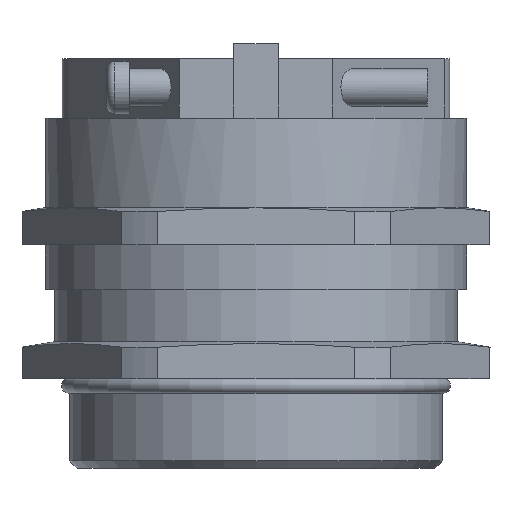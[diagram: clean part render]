
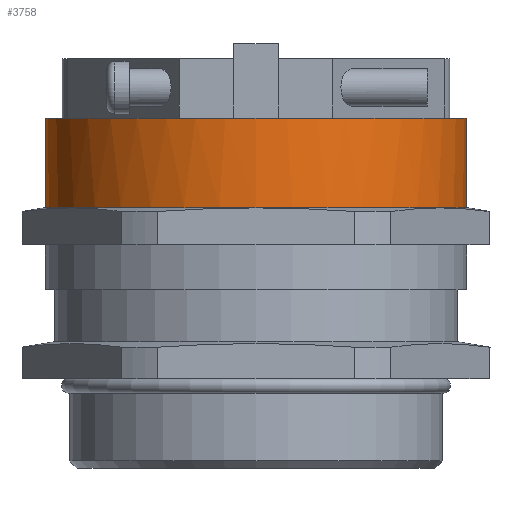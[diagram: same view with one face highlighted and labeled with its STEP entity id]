
A CAD part, front view. The second image highlights one B-rep face of the part: STEP entity #3758.
In plain terms, the highlighted cylindrical face has radius 28.25 mm (diameter 56.5 mm), a partial arc.
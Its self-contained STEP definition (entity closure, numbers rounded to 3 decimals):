
#171 = CARTESIAN_POINT ( 'NONE',  ( 28.25, 0., 47. ) ) ;
#176 = CARTESIAN_POINT ( 'NONE',  ( 28.25, 0., 35. ) ) ;
#177 = CARTESIAN_POINT ( 'NONE',  ( -28.25, 0., 35. ) ) ;
#178 = CARTESIAN_POINT ( 'NONE',  ( -28.25, 0., 47. ) ) ;
#219 = CARTESIAN_POINT ( 'NONE',  ( -12.011, -25.57, 47. ) ) ;
#223 = CARTESIAN_POINT ( 'NONE',  ( 12.011, -25.57, 47. ) ) ;
#287 = CARTESIAN_POINT ( 'NONE',  ( 0., -28.25, 47. ) ) ;
#333 = CIRCLE ( 'NONE', #2001, 28.25 ) ;
#903 = LINE ( 'NONE', #904, #1207 ) ;
#904 = CARTESIAN_POINT ( 'NONE',  ( 28.25, 0., 47. ) ) ;
#905 = DIRECTION ( 'NONE',  ( 0., 0., -1. ) ) ;
#982 = LINE ( 'NONE', #983, #1182 ) ;
#983 = CARTESIAN_POINT ( 'NONE',  ( -28.25, 0., 47. ) ) ;
#984 = DIRECTION ( 'NONE',  ( 0., 0., -1. ) ) ;
#1090 = EDGE_CURVE ( 'NONE', #3337, #3285, #2197, .T. ) ;
#1115 = EDGE_CURVE ( 'NONE', #3401, #3337, #2203, .T. ) ;
#1116 = EDGE_CURVE ( 'NONE', #3333, #3401, #2204, .T. ) ;
#1182 = VECTOR ( 'NONE', #984, 1000. ) ;
#1207 = VECTOR ( 'NONE', #905, 1000. ) ;
#1630 = ORIENTED_EDGE ( 'NONE', *, *, #2432, .T. ) ;
#1631 = ORIENTED_EDGE ( 'NONE', *, *, #3747, .T. ) ;
#1632 = ORIENTED_EDGE ( 'NONE', *, *, #1116, .F. ) ;
#1633 = ORIENTED_EDGE ( 'NONE', *, *, #2874, .F. ) ;
#1634 = ORIENTED_EDGE ( 'NONE', *, *, #1115, .F. ) ;
#1635 = ORIENTED_EDGE ( 'NONE', *, *, #1090, .F. ) ;
#1636 = ORIENTED_EDGE ( 'NONE', *, *, #2410, .F. ) ;
#1655 = EDGE_LOOP ( 'NONE', ( #1636, #1635, #1634, #1632, #1633, #1630, #1631 ) ) ;
#2001 = AXIS2_PLACEMENT_3D ( 'NONE', #2556, #2557, #2558 ) ;
#2026 = FACE_OUTER_BOUND ( 'NONE', #1655, .T. ) ;
#2029 = AXIS2_PLACEMENT_3D ( 'NONE', #2589, #2590, #2591 ) ;
#2030 = CYLINDRICAL_SURFACE ( 'NONE', #2029, 28.25 ) ;
#2072 = CIRCLE ( 'NONE', #2245, 28.25 ) ;
#2197 = CIRCLE ( 'NONE', #2364, 28.25 ) ;
#2203 = CIRCLE ( 'NONE', #2362, 28.25 ) ;
#2204 = CIRCLE ( 'NONE', #2348, 28.25 ) ;
#2245 = AXIS2_PLACEMENT_3D ( 'NONE', #4182, #4186, #4187 ) ;
#2348 = AXIS2_PLACEMENT_3D ( 'NONE', #4563, #4564, #4565 ) ;
#2362 = AXIS2_PLACEMENT_3D ( 'NONE', #4557, #4561, #4562 ) ;
#2364 = AXIS2_PLACEMENT_3D ( 'NONE', #4482, #4486, #4487 ) ;
#2410 = EDGE_CURVE ( 'NONE', #3285, #3290, #903, .T. ) ;
#2432 = EDGE_CURVE ( 'NONE', #3292, #3291, #982, .T. ) ;
#2556 = CARTESIAN_POINT ( 'NONE',  ( 0., 0., 35. ) ) ;
#2557 = DIRECTION ( 'NONE',  ( 0., 0., 1. ) ) ;
#2558 = DIRECTION ( 'NONE',  ( -1., 0., 0. ) ) ;
#2589 = CARTESIAN_POINT ( 'NONE',  ( 0., 0., 47. ) ) ;
#2590 = DIRECTION ( 'NONE',  ( 0., 0., -1. ) ) ;
#2591 = DIRECTION ( 'NONE',  ( -1., 0., 0. ) ) ;
#2874 = EDGE_CURVE ( 'NONE', #3292, #3333, #2072, .T. ) ;
#3285 = VERTEX_POINT ( 'NONE', #171 ) ;
#3290 = VERTEX_POINT ( 'NONE', #176 ) ;
#3291 = VERTEX_POINT ( 'NONE', #177 ) ;
#3292 = VERTEX_POINT ( 'NONE', #178 ) ;
#3333 = VERTEX_POINT ( 'NONE', #219 ) ;
#3337 = VERTEX_POINT ( 'NONE', #223 ) ;
#3401 = VERTEX_POINT ( 'NONE', #287 ) ;
#3747 = EDGE_CURVE ( 'NONE', #3291, #3290, #333, .T. ) ;
#3758 = ADVANCED_FACE ( 'NONE', ( #2026 ), #2030, .T. ) ;
#4182 = CARTESIAN_POINT ( 'NONE',  ( 0., 0., 47. ) ) ;
#4186 = DIRECTION ( 'NONE',  ( 0., 0., 1. ) ) ;
#4187 = DIRECTION ( 'NONE',  ( 1., 0., 0. ) ) ;
#4482 = CARTESIAN_POINT ( 'NONE',  ( 0., 0., 47. ) ) ;
#4486 = DIRECTION ( 'NONE',  ( 0., 0., 1. ) ) ;
#4487 = DIRECTION ( 'NONE',  ( 1., 0., 0. ) ) ;
#4557 = CARTESIAN_POINT ( 'NONE',  ( 0., 0., 47. ) ) ;
#4561 = DIRECTION ( 'NONE',  ( 0., 0., 1. ) ) ;
#4562 = DIRECTION ( 'NONE',  ( 1., 0., 0. ) ) ;
#4563 = CARTESIAN_POINT ( 'NONE',  ( 0., 0., 47. ) ) ;
#4564 = DIRECTION ( 'NONE',  ( 0., 0., 1. ) ) ;
#4565 = DIRECTION ( 'NONE',  ( 1., 0., 0. ) ) ;
